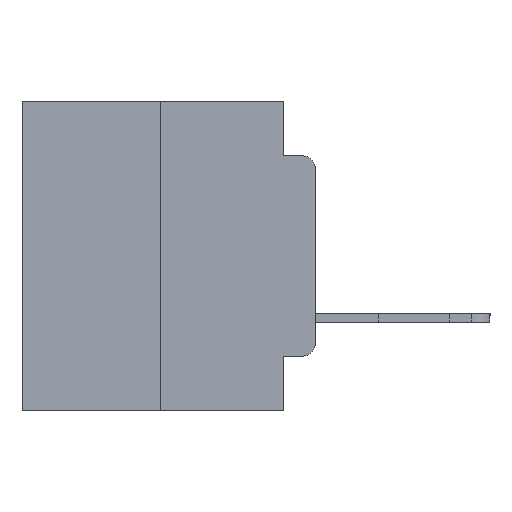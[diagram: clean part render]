
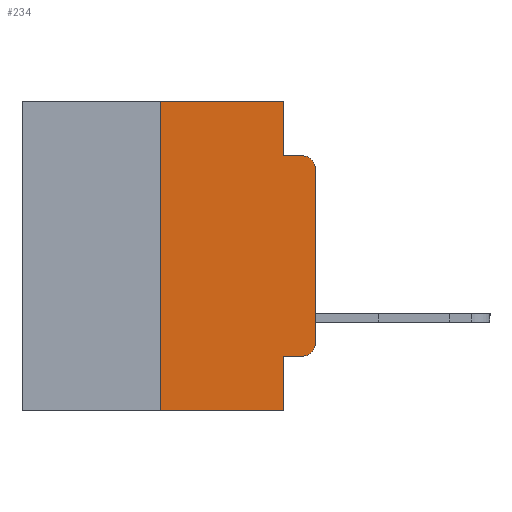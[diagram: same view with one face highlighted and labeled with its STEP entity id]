
A CAD part, left-side view. The second image highlights one B-rep face of the part: STEP entity #234.
In plain terms, the highlighted planar face has unit normal (-1, 0, 0).
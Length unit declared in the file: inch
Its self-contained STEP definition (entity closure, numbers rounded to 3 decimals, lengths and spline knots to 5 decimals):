
#234 = ADVANCED_FACE ( 'NONE', ( #19843 ), #16365, .F. ) ;
#952 = LINE ( 'NONE', #12569, #16452 ) ;
#1254 = VERTEX_POINT ( 'NONE', #12993 ) ;
#1332 = ORIENTED_EDGE ( 'NONE', *, *, #9514, .F. ) ;
#1733 = DIRECTION ( 'NONE',  ( 0., 0., -1. ) ) ;
#1909 = LINE ( 'NONE', #19232, #12517 ) ;
#2077 = CARTESIAN_POINT ( 'NONE',  ( 0., 0.051, -0.4115 ) ) ;
#2248 = CIRCLE ( 'NONE', #10646, 0.02 ) ;
#2282 = CARTESIAN_POINT ( 'NONE',  ( 0., 0., 0. ) ) ;
#2512 = VECTOR ( 'NONE', #20165, 39.37008 ) ;
#2703 = LINE ( 'NONE', #13906, #3409 ) ;
#2799 = EDGE_CURVE ( 'NONE', #21778, #16418, #8713, .T. ) ;
#3253 = VECTOR ( 'NONE', #17030, 39.37008 ) ;
#3409 = VECTOR ( 'NONE', #1733, 39.37008 ) ;
#3437 = VERTEX_POINT ( 'NONE', #9032 ) ;
#3499 = AXIS2_PLACEMENT_3D ( 'NONE', #20620, #9046, #22524 ) ;
#3684 = CARTESIAN_POINT ( 'NONE',  ( 0., 0.02, -0.3915 ) ) ;
#3917 = VECTOR ( 'NONE', #14333, 39.37008 ) ;
#4850 = CIRCLE ( 'NONE', #3499, 0.02 ) ;
#5303 = EDGE_CURVE ( 'NONE', #21778, #5653, #952, .T. ) ;
#5615 = EDGE_CURVE ( 'NONE', #23825, #10913, #9776, .T. ) ;
#5653 = VERTEX_POINT ( 'NONE', #13549 ) ;
#5733 = DIRECTION ( 'NONE',  ( 0., 0., -1. ) ) ;
#6982 = EDGE_CURVE ( 'NONE', #10913, #3437, #1909, .T. ) ;
#8018 = EDGE_CURVE ( 'NONE', #13719, #21901, #2248, .T. ) ;
#8455 = CARTESIAN_POINT ( 'NONE',  ( 0., 0.473, 0. ) ) ;
#8680 = LINE ( 'NONE', #19094, #13893 ) ;
#8713 = LINE ( 'NONE', #12247, #3253 ) ;
#8886 = ORIENTED_EDGE ( 'NONE', *, *, #6982, .F. ) ;
#9032 = CARTESIAN_POINT ( 'NONE',  ( 0., 0.02, -0.0885 ) ) ;
#9046 = DIRECTION ( 'NONE',  ( -1., 0., 0. ) ) ;
#9449 = ORIENTED_EDGE ( 'NONE', *, *, #11042, .T. ) ;
#9514 = EDGE_CURVE ( 'NONE', #16418, #23825, #24762, .T. ) ;
#9698 = EDGE_CURVE ( 'NONE', #1254, #3437, #4850, .T. ) ;
#9776 = LINE ( 'NONE', #25047, #14316 ) ;
#10223 = EDGE_LOOP ( 'NONE', ( #9449, #24981, #8886, #12894, #1332, #16172, #14951, #13779, #22158, #21560 ) ) ;
#10646 = AXIS2_PLACEMENT_3D ( 'NONE', #3684, #17535, #5733 ) ;
#10913 = VERTEX_POINT ( 'NONE', #16038 ) ;
#11042 = EDGE_CURVE ( 'NONE', #21901, #1254, #23519, .T. ) ;
#11571 = DIRECTION ( 'NONE',  ( 0., 0., -1. ) ) ;
#12247 = CARTESIAN_POINT ( 'NONE',  ( 0., 0.25, 0. ) ) ;
#12517 = VECTOR ( 'NONE', #13408, 39.37008 ) ;
#12569 = CARTESIAN_POINT ( 'NONE',  ( 0., 0.473, -0.5 ) ) ;
#12894 = ORIENTED_EDGE ( 'NONE', *, *, #5615, .F. ) ;
#12993 = CARTESIAN_POINT ( 'NONE',  ( 0., 0., -0.1085 ) ) ;
#13408 = DIRECTION ( 'NONE',  ( 0., -1., 0. ) ) ;
#13549 = CARTESIAN_POINT ( 'NONE',  ( 0., 0.051, -0.5 ) ) ;
#13719 = VERTEX_POINT ( 'NONE', #18005 ) ;
#13779 = ORIENTED_EDGE ( 'NONE', *, *, #25745, .F. ) ;
#13893 = VECTOR ( 'NONE', #20981, 39.37008 ) ;
#13906 = CARTESIAN_POINT ( 'NONE',  ( 0., 0.051, 0. ) ) ;
#14027 = AXIS2_PLACEMENT_3D ( 'NONE', #15591, #18872, #19422 ) ;
#14316 = VECTOR ( 'NONE', #11571, 39.37008 ) ;
#14333 = DIRECTION ( 'NONE',  ( 0., -1., 0. ) ) ;
#14713 = CARTESIAN_POINT ( 'NONE',  ( 0., 0.051, 0. ) ) ;
#14951 = ORIENTED_EDGE ( 'NONE', *, *, #5303, .T. ) ;
#15591 = CARTESIAN_POINT ( 'NONE',  ( 0., 0.473, 0. ) ) ;
#16038 = CARTESIAN_POINT ( 'NONE',  ( 0., 0.051, -0.0885 ) ) ;
#16172 = ORIENTED_EDGE ( 'NONE', *, *, #2799, .F. ) ;
#16273 = VERTEX_POINT ( 'NONE', #2077 ) ;
#16365 = PLANE ( 'NONE',  #14027 ) ;
#16418 = VERTEX_POINT ( 'NONE', #16650 ) ;
#16452 = VECTOR ( 'NONE', #24094, 39.37008 ) ;
#16650 = CARTESIAN_POINT ( 'NONE',  ( 0., 0.25, 0. ) ) ;
#17030 = DIRECTION ( 'NONE',  ( 0., 0., 1. ) ) ;
#17535 = DIRECTION ( 'NONE',  ( -1., 0., 0. ) ) ;
#17949 = CARTESIAN_POINT ( 'NONE',  ( 0., 0.25, -0.5 ) ) ;
#17976 = EDGE_CURVE ( 'NONE', #16273, #13719, #8680, .T. ) ;
#18005 = CARTESIAN_POINT ( 'NONE',  ( 0., 0.02, -0.4115 ) ) ;
#18442 = CARTESIAN_POINT ( 'NONE',  ( 0., 0., -0.3915 ) ) ;
#18872 = DIRECTION ( 'NONE',  ( 1., 0., 0. ) ) ;
#19094 = CARTESIAN_POINT ( 'NONE',  ( 0., 0.051, -0.4115 ) ) ;
#19232 = CARTESIAN_POINT ( 'NONE',  ( 0., 0.051, -0.0885 ) ) ;
#19422 = DIRECTION ( 'NONE',  ( 0., 0., -1. ) ) ;
#19843 = FACE_OUTER_BOUND ( 'NONE', #10223, .T. ) ;
#20165 = DIRECTION ( 'NONE',  ( 0., 0., 1. ) ) ;
#20620 = CARTESIAN_POINT ( 'NONE',  ( 0., 0.02, -0.1085 ) ) ;
#20981 = DIRECTION ( 'NONE',  ( 0., -1., 0. ) ) ;
#21560 = ORIENTED_EDGE ( 'NONE', *, *, #8018, .T. ) ;
#21778 = VERTEX_POINT ( 'NONE', #17949 ) ;
#21901 = VERTEX_POINT ( 'NONE', #18442 ) ;
#22158 = ORIENTED_EDGE ( 'NONE', *, *, #17976, .T. ) ;
#22524 = DIRECTION ( 'NONE',  ( 0., 0., -1. ) ) ;
#23519 = LINE ( 'NONE', #2282, #2512 ) ;
#23825 = VERTEX_POINT ( 'NONE', #14713 ) ;
#24094 = DIRECTION ( 'NONE',  ( 0., -1., 0. ) ) ;
#24762 = LINE ( 'NONE', #8455, #3917 ) ;
#24981 = ORIENTED_EDGE ( 'NONE', *, *, #9698, .T. ) ;
#25047 = CARTESIAN_POINT ( 'NONE',  ( 0., 0.051, 0. ) ) ;
#25745 = EDGE_CURVE ( 'NONE', #16273, #5653, #2703, .T. ) ;
